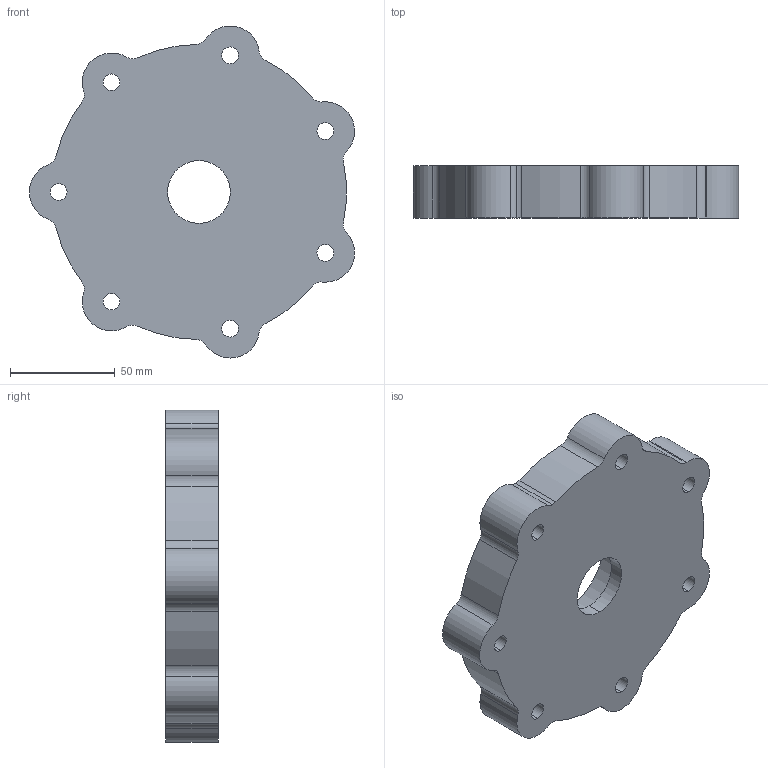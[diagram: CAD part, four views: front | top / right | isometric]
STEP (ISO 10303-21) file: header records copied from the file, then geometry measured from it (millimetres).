
FILE_DESCRIPTION (( 'STEP AP214' ), '1' );
FILE_NAME ('Part1.STEP', '2016-01-18T20:35:56', ( '' ), ( '' ), 'SwSTEP 2.0', 'SolidWorks 2016', '' );
FILE_SCHEMA (( 'AUTOMOTIVE_DESIGN' ));
Length unit declared in the file: millimetre
Products named in the file (2): Part1
Bounding box: 155.33 x 25 x 158.62 mm (x, y, z)
Volume: 226808.5 mm3; surface area: 67397.5 mm2
Topology: 1 solids, 1 shells, 112 faces, 300 edges, 200 vertices
Faces by surface type: cylinder 100, plane 12
Entity records: 3705 total; most frequent: DIRECTION 728, CARTESIAN_POINT 614, ORIENTED_EDGE 600, AXIS2_PLACEMENT_3D 314, EDGE_CURVE 300, CIRCLE 200, VERTEX_POINT 200, EDGE_LOOP 138
